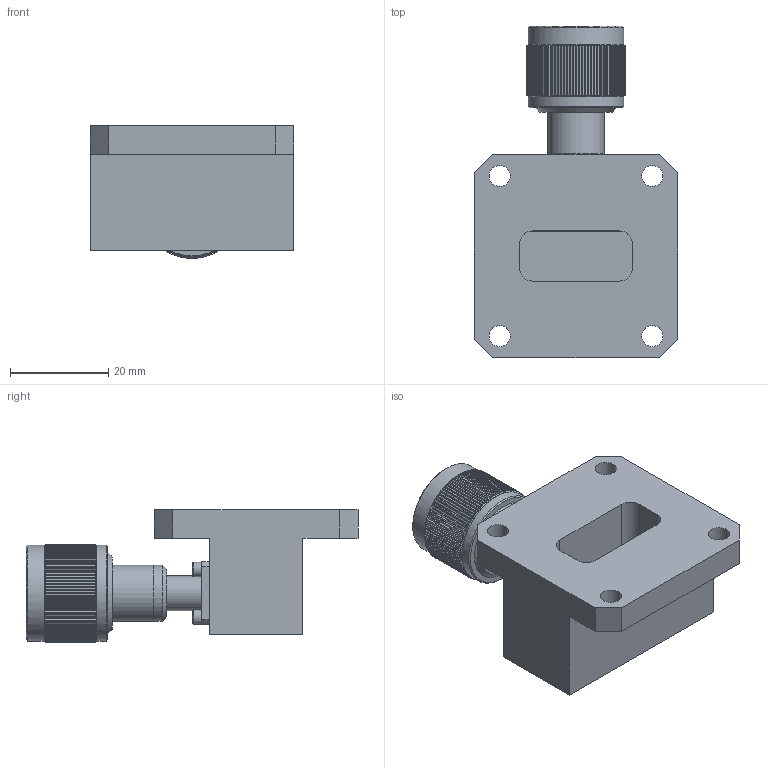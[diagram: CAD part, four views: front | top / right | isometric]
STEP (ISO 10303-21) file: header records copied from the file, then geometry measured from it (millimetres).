
FILE_DESCRIPTION (( 'STEP AP203' ), '1' );
FILE_NAME ('PE9889_3D.step', '2022-03-17T15:34:36', ( '' ), ( '' ), 'SwSTEP 2.0', 'SolidWorks 2021', '' );
FILE_SCHEMA (( 'CONFIG_CONTROL_DESIGN' ));
Length unit declared in the file: inch
Products named in the file (1): PE9889_3D
Bounding box: 41.4 x 67.43 x 27 mm (x, y, z)
Volume: 24706.9 mm3; surface area: 12167.2 mm2
Topology: 1 solids, 3 shells, 665 faces, 1471 edges, 829 vertices
Faces by surface type: plane 287, cone 244, cylinder 130, bspline 4
Full cylindrical faces by diameter (mm): 1.524 x2, 2.794 x1, 2.997 x4, 4.293 x4, 6.985 x1, 7.112 x1, 7.62 x1, 8.255 x1, 8.382 x1, 11.431 x2, 15.875 x5, 19.461 x2
Entity records: 19115 total; most frequent: CARTESIAN_POINT 5444, ORIENTED_EDGE 2810, DIRECTION 2782, EDGE_CURVE 1405, AXIS2_PLACEMENT_3D 1163, VERTEX_POINT 805, EDGE_LOOP 724, FACE_OUTER_BOUND 682
